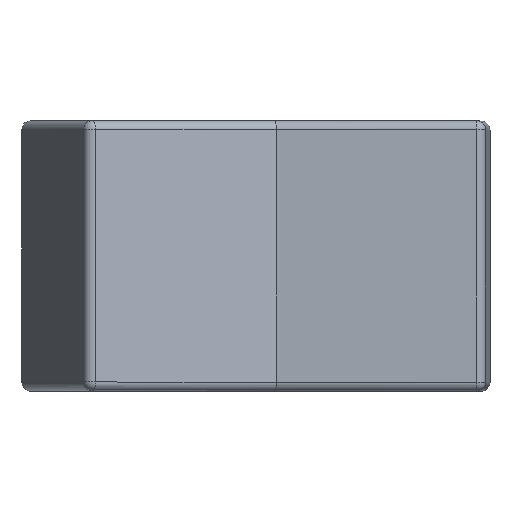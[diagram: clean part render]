
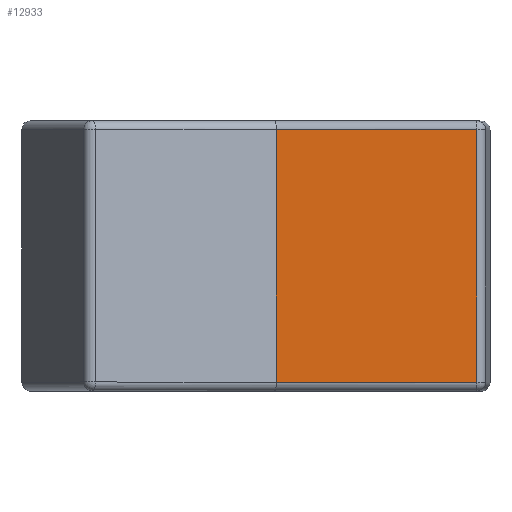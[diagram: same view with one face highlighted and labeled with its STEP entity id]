
A CAD part, top view. The second image highlights one B-rep face of the part: STEP entity #12933.
In plain terms, the highlighted planar face has unit normal (-0.006, 0, 1).
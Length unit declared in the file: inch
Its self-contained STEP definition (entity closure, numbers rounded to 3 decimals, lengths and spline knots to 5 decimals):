
#11850=CARTESIAN_POINT('',(0.49522,0.27776,0.78047));
#11851=VERTEX_POINT('',#11850);
#11885=CARTESIAN_POINT('',(0.0547,0.27776,0.77782));
#11886=VERTEX_POINT('',#11885);
#11887=CARTESIAN_POINT('',(0.0547,0.27776,0.77782));
#11888=DIRECTION('',(1.,0.0,0.006));
#11889=VECTOR('',#11888,0.44053);
#11890=LINE('',#11887,#11889);
#11891=EDGE_CURVE('',#11886,#11851,#11890,.T.);
#11919=CARTESIAN_POINT('',(0.49522,-0.27776,0.78047));
#11920=VERTEX_POINT('',#11919);
#12076=CARTESIAN_POINT('',(0.0547,-0.27776,0.77782));
#12077=VERTEX_POINT('',#12076);
#12169=CARTESIAN_POINT('',(0.49522,-0.27776,0.78047));
#12170=DIRECTION('',(-1.,0.0,-0.006));
#12171=VECTOR('',#12170,0.44053);
#12172=LINE('',#12169,#12171);
#12173=EDGE_CURVE('',#11920,#12077,#12172,.T.);
#12192=CARTESIAN_POINT('',(0.49522,0.27776,0.78047));
#12193=DIRECTION('',(0.0,-1.0,0.0));
#12194=VECTOR('',#12193,0.55551);
#12195=LINE('',#12192,#12194);
#12196=EDGE_CURVE('',#11851,#11920,#12195,.T.);
#12273=CARTESIAN_POINT('',(0.0547,0.27776,0.77782));
#12274=DIRECTION('',(0.0,-1.0,0.0));
#12275=VECTOR('',#12274,0.55551);
#12276=LINE('',#12273,#12275);
#12277=EDGE_CURVE('',#11886,#12077,#12276,.T.);
#12922=CARTESIAN_POINT('',(0.03267,0.30553,0.77768));
#12923=DIRECTION('',(-0.006,0.0,1.));
#12924=DIRECTION('',(1.,0.0,0.006));
#12925=AXIS2_PLACEMENT_3D('',#12922,#12923,#12924);
#12926=PLANE('',#12925);
#12927=ORIENTED_EDGE('',*,*,#11891,.F.);
#12928=ORIENTED_EDGE('',*,*,#12277,.T.);
#12929=ORIENTED_EDGE('',*,*,#12173,.F.);
#12930=ORIENTED_EDGE('',*,*,#12196,.F.);
#12931=EDGE_LOOP('',(#12927,#12928,#12929,#12930));
#12932=FACE_OUTER_BOUND('',#12931,.T.);
#12933=ADVANCED_FACE('',(#12932),#12926,.T.);
